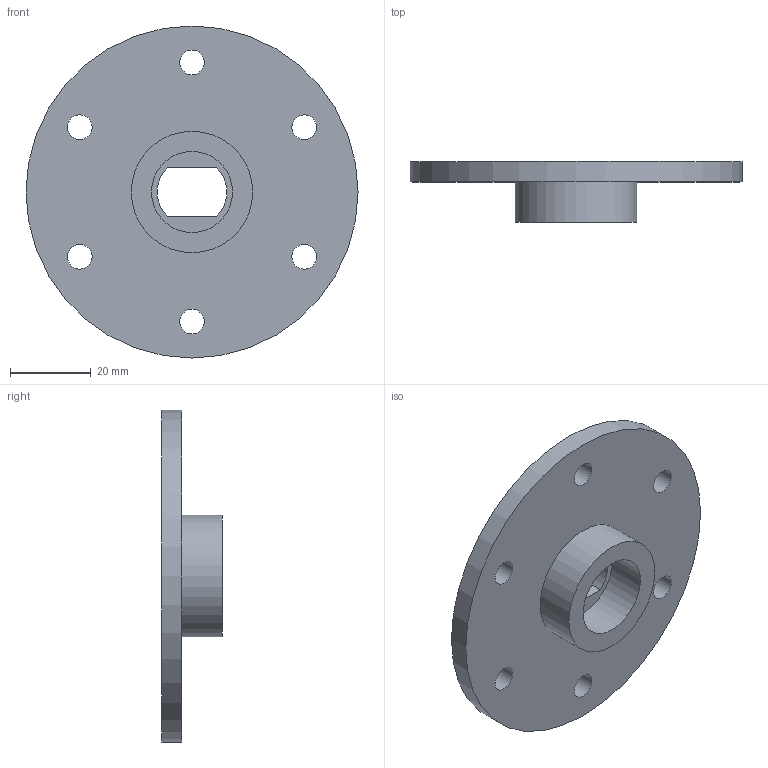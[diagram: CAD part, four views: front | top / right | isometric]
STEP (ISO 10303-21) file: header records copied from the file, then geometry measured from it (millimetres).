
FILE_DESCRIPTION(/* description */ (''),/* implementation_level */ '2;1');
FILE_NAME(/* name */ 'MotorHub.stp',/* time_stamp */ '2014-03-27T13:08:45+01:00',/* author */ ('Lauszus'),/* organization */ (''),/* preprocessor_version */ 'ST-DEVELOPER v15.2',/* originating_system */ 'Autodesk Inventor 2014',/* authorisation */ '');
FILE_SCHEMA (('AUTOMOTIVE_DESIGN { 1 0 10303 214 3 1 1 }'));
Length unit declared in the file: millimetre
Products named in the file (1): MotorHub
Bounding box: 82 x 15 x 82 mm (x, y, z)
Volume: 28514.6 mm3; surface area: 13524.8 mm2
Topology: 1 solids, 1 shells, 17 faces, 39 edges, 26 vertices
Faces by surface type: cylinder 11, plane 6
Full cylindrical faces by diameter (mm): 6.1 x6, 20 x1, 30 x1, 82 x1
Entity records: 499 total; most frequent: DIRECTION 88, CARTESIAN_POINT 74, ORIENTED_EDGE 60, EDGE_LOOP 42, AXIS2_PLACEMENT_3D 40, EDGE_CURVE 30, FACE_BOUND 27, VERTEX_POINT 26
